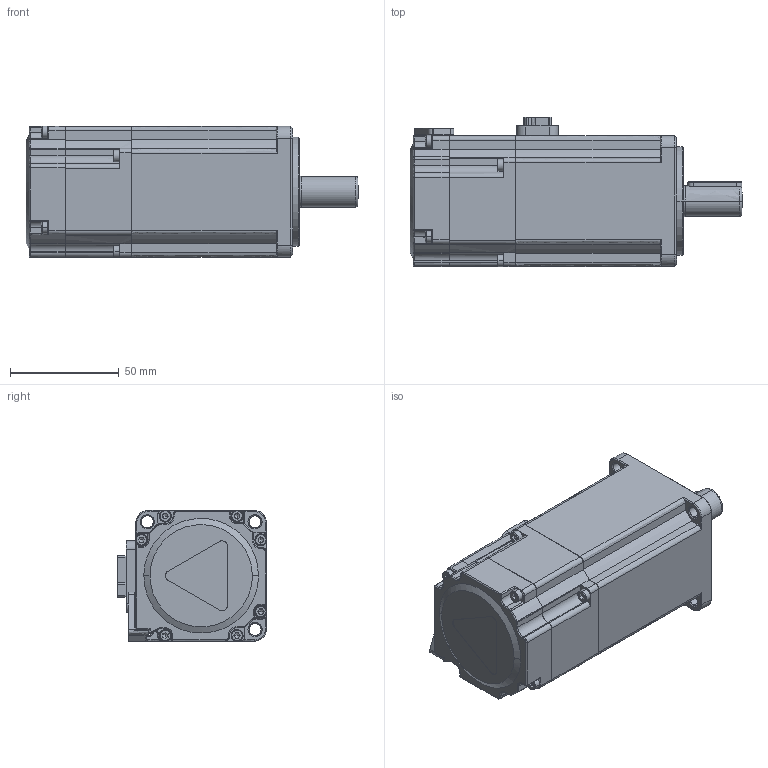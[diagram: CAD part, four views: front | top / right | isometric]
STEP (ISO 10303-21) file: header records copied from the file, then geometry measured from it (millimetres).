
FILE_DESCRIPTION (( 'STEP AP203' ), '1' );
FILE_NAME ('400W湍价陬.STEP', '2024-05-22T06:07:45', ( 'Windows 蚚誧' ), ( '' ), 'SwSTEP 2.0', 'SolidWorks 2020', '' );
FILE_SCHEMA (( 'CONFIG_CONTROL_DESIGN' ));
Length unit declared in the file: millimetre
Products named in the file (13): 400W湍价陬.IGS; 1030018 深沟球轴承6200-2Z.IGS; 1010441.IGS; M3｡ﾁ10.IGS; 晤鎢ん裔.IGS; 1040149.IGS; 1020136.IGS; M3｡ﾁ14.IGS; 400W湍价陬; 1030249 平键（5×5×25 A型 GB-T 1096）.IGS; 1030003 深沟球轴承6202-2Z.IGS; ﾓﾍｷ筌ｨﾗﾘﾉｫ｣ｩ｣ｨ14.2｡ﾁ22x4｣ｩ.IGS; 1060169 三竹接插件底座组件（底座带刹车 （MC6P 长度13mm21mm150mm））.IGS
Assembly tree (18 placements, depth 3):
  400W湍价陬
    400W湍价陬.IGS
      1040149.IGS
      1010441.IGS
      1030018 深沟球轴承6200-2Z.IGS
      1030003 深沟球轴承6202-2Z.IGS
      1020136.IGS
      晤鎢ん裔.IGS
      1060169 三竹接插件底座组件（底座带刹车 （MC6P 长度13mm21mm150mm））.IGS
      M3｡ﾁ14.IGS  x4
      M3｡ﾁ10.IGS  x4
      ﾓﾍｷ筌ｨﾗﾘﾉｫ｣ｩ｣ｨ14.2｡ﾁ22x4｣ｩ.IGS
      1030249 平键（5×5×25 A型 GB-T 1096）.IGS
Bounding box: 152.5 x 68.78 x 60.57 mm (x, y, z)
Volume: 151482.1 mm3; surface area: 101861 mm2
Topology: 16 solids, 17 shells, 2537 faces, 6743 edges, 4181 vertices
Faces by surface type: bspline 2537
Entity records: 105490 total; most frequent: CARTESIAN_POINT 67139, ORIENTED_EDGE 12630, EDGE_CURVE 6319, B_SPLINE_CURVE_WITH_KNOTS 4953, VERTEX_POINT 3983, EDGE_LOOP 2588, FACE_OUTER_BOUND 2387, ADVANCED_FACE 2387
